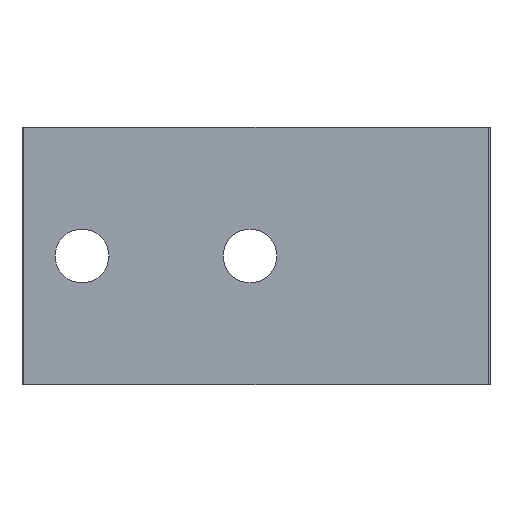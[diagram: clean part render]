
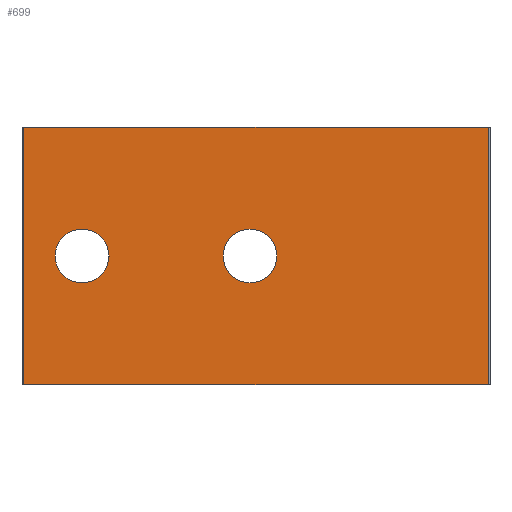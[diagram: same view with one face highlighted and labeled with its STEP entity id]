
A CAD part, front view. The second image highlights one B-rep face of the part: STEP entity #699.
In plain terms, the highlighted planar face has unit normal (0, -1, 0).
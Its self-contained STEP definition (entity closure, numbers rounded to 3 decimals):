
#183 = PLANE ( 'NONE',  #8223 ) ;
#332 = VERTEX_POINT ( 'NONE', #5165 ) ;
#551 = DIRECTION ( 'NONE',  ( 0., 1., 0. ) ) ;
#620 = CARTESIAN_POINT ( 'NONE',  ( 10403.692, 2863.331, -21.5 ) ) ;
#623 = EDGE_CURVE ( 'NONE', #1413, #332, #808, .T. ) ;
#666 = CARTESIAN_POINT ( 'NONE',  ( 10481.392, 2863.331, 21.5 ) ) ;
#699 = ADVANCED_FACE ( 'NONE', ( #1882, #3550, #6963 ), #183, .F. ) ;
#803 = AXIS2_PLACEMENT_3D ( 'NONE', #5441, #1603, #6074 ) ;
#808 = CIRCLE ( 'NONE', #4420, 4.5 ) ;
#1091 = DIRECTION ( 'NONE',  ( 0., 0., -1. ) ) ;
#1294 = EDGE_CURVE ( 'NONE', #5533, #7596, #3158, .T. ) ;
#1413 = VERTEX_POINT ( 'NONE', #4081 ) ;
#1439 = CARTESIAN_POINT ( 'NONE',  ( 10481.092, 2863.331, -21.5 ) ) ;
#1603 = DIRECTION ( 'NONE',  ( 0., 1., 0. ) ) ;
#1734 = DIRECTION ( 'NONE',  ( 0., 1., 0. ) ) ;
#1882 = FACE_BOUND ( 'NONE', #3197, .T. ) ;
#1885 = DIRECTION ( 'NONE',  ( 0., 1., 0. ) ) ;
#2032 = EDGE_CURVE ( 'NONE', #4574, #5533, #7311, .T. ) ;
#2363 = DIRECTION ( 'NONE',  ( 0., 0., 1. ) ) ;
#2571 = VERTEX_POINT ( 'NONE', #5069 ) ;
#2934 = CIRCLE ( 'NONE', #7192, 4.5 ) ;
#3061 = ORIENTED_EDGE ( 'NONE', *, *, #3613, .F. ) ;
#3158 = LINE ( 'NONE', #7498, #6367 ) ;
#3197 = EDGE_LOOP ( 'NONE', ( #5298, #5401 ) ) ;
#3265 = ORIENTED_EDGE ( 'NONE', *, *, #2032, .T. ) ;
#3396 = CARTESIAN_POINT ( 'NONE',  ( 10413.392, 2863.331, -4.5 ) ) ;
#3480 = AXIS2_PLACEMENT_3D ( 'NONE', #5730, #1885, #6353 ) ;
#3550 = FACE_BOUND ( 'NONE', #6533, .T. ) ;
#3613 = EDGE_CURVE ( 'NONE', #4574, #5590, #7954, .T. ) ;
#3626 = CARTESIAN_POINT ( 'NONE',  ( 10481.092, 2863.331, 10. ) ) ;
#4081 = CARTESIAN_POINT ( 'NONE',  ( 10441.392, 2863.331, 4.5 ) ) ;
#4315 = ORIENTED_EDGE ( 'NONE', *, *, #1294, .T. ) ;
#4396 = EDGE_CURVE ( 'NONE', #2571, #6154, #7847, .T. ) ;
#4420 = AXIS2_PLACEMENT_3D ( 'NONE', #7015, #551, #6442 ) ;
#4574 = VERTEX_POINT ( 'NONE', #7836 ) ;
#4604 = CIRCLE ( 'NONE', #803, 4.5 ) ;
#4652 = EDGE_CURVE ( 'NONE', #332, #1413, #4604, .T. ) ;
#4667 = ORIENTED_EDGE ( 'NONE', *, *, #623, .T. ) ;
#4788 = EDGE_LOOP ( 'NONE', ( #3061, #3265, #4315, #5849 ) ) ;
#5069 = CARTESIAN_POINT ( 'NONE',  ( 10413.392, 2863.331, 4.5 ) ) ;
#5165 = CARTESIAN_POINT ( 'NONE',  ( 10441.392, 2863.331, -4.5 ) ) ;
#5298 = ORIENTED_EDGE ( 'NONE', *, *, #5745, .T. ) ;
#5401 = ORIENTED_EDGE ( 'NONE', *, *, #4396, .T. ) ;
#5441 = CARTESIAN_POINT ( 'NONE',  ( 10441.392, 2863.331, 0. ) ) ;
#5533 = VERTEX_POINT ( 'NONE', #620 ) ;
#5574 = CARTESIAN_POINT ( 'NONE',  ( 10413.392, 2863.331, 0. ) ) ;
#5590 = VERTEX_POINT ( 'NONE', #7623 ) ;
#5661 = VECTOR ( 'NONE', #1091, 1000. ) ;
#5730 = CARTESIAN_POINT ( 'NONE',  ( 10413.392, 2863.331, 0. ) ) ;
#5745 = EDGE_CURVE ( 'NONE', #6154, #2571, #2934, .T. ) ;
#5849 = ORIENTED_EDGE ( 'NONE', *, *, #7524, .T. ) ;
#6074 = DIRECTION ( 'NONE',  ( 0., 0., 1. ) ) ;
#6154 = VERTEX_POINT ( 'NONE', #3396 ) ;
#6196 = DIRECTION ( 'NONE',  ( 0., 0., 1. ) ) ;
#6283 = ORIENTED_EDGE ( 'NONE', *, *, #4652, .T. ) ;
#6315 = VECTOR ( 'NONE', #6388, 1000. ) ;
#6353 = DIRECTION ( 'NONE',  ( 0., 0., 1. ) ) ;
#6367 = VECTOR ( 'NONE', #7046, 1000. ) ;
#6388 = DIRECTION ( 'NONE',  ( 1., 0., 0. ) ) ;
#6442 = DIRECTION ( 'NONE',  ( 0., 0., 1. ) ) ;
#6533 = EDGE_LOOP ( 'NONE', ( #6283, #4667 ) ) ;
#6607 = LINE ( 'NONE', #3626, #8066 ) ;
#6963 = FACE_OUTER_BOUND ( 'NONE', #4788, .T. ) ;
#7015 = CARTESIAN_POINT ( 'NONE',  ( 10441.392, 2863.331, 0. ) ) ;
#7042 = CARTESIAN_POINT ( 'NONE',  ( 10481.392, 2863.331, 10. ) ) ;
#7046 = DIRECTION ( 'NONE',  ( 1., 0., 0. ) ) ;
#7192 = AXIS2_PLACEMENT_3D ( 'NONE', #5574, #1734, #6196 ) ;
#7311 = LINE ( 'NONE', #8031, #5661 ) ;
#7498 = CARTESIAN_POINT ( 'NONE',  ( 10481.392, 2863.331, -21.5 ) ) ;
#7524 = EDGE_CURVE ( 'NONE', #7596, #5590, #6607, .T. ) ;
#7596 = VERTEX_POINT ( 'NONE', #1439 ) ;
#7623 = CARTESIAN_POINT ( 'NONE',  ( 10481.092, 2863.331, 21.5 ) ) ;
#7747 = DIRECTION ( 'NONE',  ( 0., 0., 1. ) ) ;
#7774 = DIRECTION ( 'NONE',  ( 0., 1., 0. ) ) ;
#7836 = CARTESIAN_POINT ( 'NONE',  ( 10403.692, 2863.331, 21.5 ) ) ;
#7847 = CIRCLE ( 'NONE', #3480, 4.5 ) ;
#7954 = LINE ( 'NONE', #666, #6315 ) ;
#8031 = CARTESIAN_POINT ( 'NONE',  ( 10403.692, 2863.331, 10. ) ) ;
#8066 = VECTOR ( 'NONE', #2363, 1000. ) ;
#8223 = AXIS2_PLACEMENT_3D ( 'NONE', #7042, #7774, #7747 ) ;
